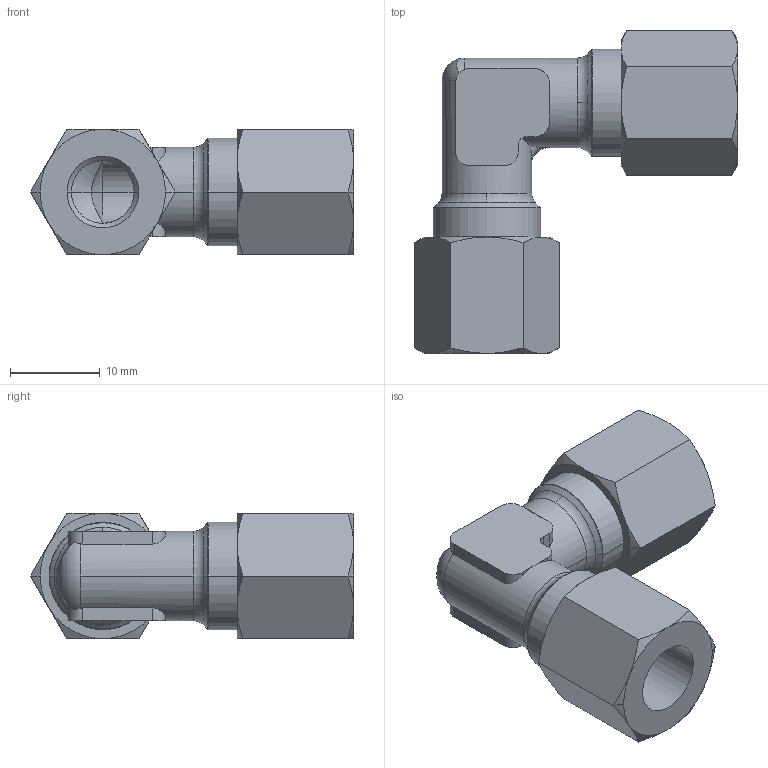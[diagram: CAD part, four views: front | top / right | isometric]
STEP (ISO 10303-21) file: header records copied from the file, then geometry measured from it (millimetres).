
FILE_DESCRIPTION(('STEP AP214'),'1');
FILE_NAME('0102_08_00.stp','2016-07-07T14:21:06',('TraceParts'),('TraceParts S.A.'),'Spatial InterOp 3D',' ',' ');
FILE_SCHEMA(('automotive_design'));
Length unit declared in the file: millimetre
Products named in the file (1): 1
Bounding box: 36.08 x 36.08 x 14 mm (x, y, z)
Volume: 4679.9 mm3; surface area: 3962.6 mm2
Topology: 1 solids, 1 shells, 127 faces, 307 edges, 184 vertices
Faces by surface type: cone 48, plane 38, cylinder 34, torus 7
Entity records: 4155 total; most frequent: CARTESIAN_POINT 1295, ORIENTED_EDGE 614, DIRECTION 606, EDGE_CURVE 307, AXIS2_PLACEMENT_3D 251, VERTEX_POINT 184, EDGE_LOOP 131, ADVANCED_FACE 127
